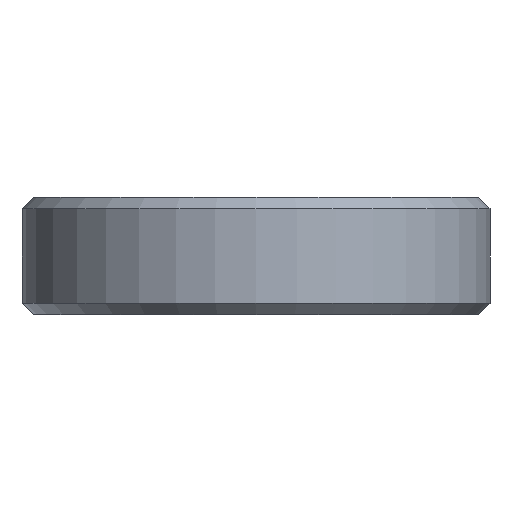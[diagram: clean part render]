
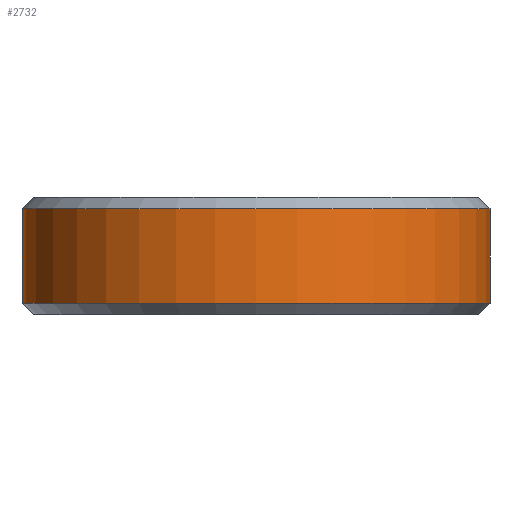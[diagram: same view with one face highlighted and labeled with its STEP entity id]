
A CAD part, left-side view. The second image highlights one B-rep face of the part: STEP entity #2732.
In plain terms, the highlighted cylindrical face has radius 6.25 mm (diameter 12.5 mm), a partial arc.
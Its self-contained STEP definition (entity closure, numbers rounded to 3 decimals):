
#972 = CONICAL_SURFACE('',#973,6.25,0.785);
#973 = AXIS2_PLACEMENT_3D('',#974,#975,#976);
#974 = CARTESIAN_POINT('',(0.,0.,0.3));
#975 = DIRECTION('',(0.,0.,1.));
#976 = DIRECTION('',(0.,1.,0.));
#1665 = VERTEX_POINT('',#1666);
#1666 = CARTESIAN_POINT('',(0.,-6.25,0.3));
#1701 = PLANE('',#1702);
#1702 = AXIS2_PLACEMENT_3D('',#1703,#1704,#1705);
#1703 = CARTESIAN_POINT('',(100.,-6.25,0.));
#1704 = DIRECTION('',(0.,-1.,0.));
#1705 = DIRECTION('',(-1.,0.,0.));
#1720 = VERTEX_POINT('',#1721);
#1721 = CARTESIAN_POINT('',(0.,6.25,0.3));
#1735 = PLANE('',#1736);
#1736 = AXIS2_PLACEMENT_3D('',#1737,#1738,#1739);
#1737 = CARTESIAN_POINT('',(100.,6.25,0.));
#1738 = DIRECTION('',(0.,-1.,0.));
#1739 = DIRECTION('',(-1.,0.,0.));
#1773 = EDGE_CURVE('',#1720,#1665,#1774,.T.);
#1774 = SURFACE_CURVE('',#1775,(#1780,#1787),.PCURVE_S1.);
#1775 = CIRCLE('',#1776,6.25);
#1776 = AXIS2_PLACEMENT_3D('',#1777,#1778,#1779);
#1777 = CARTESIAN_POINT('',(0.,0.,0.3));
#1778 = DIRECTION('',(0.,-0.,1.));
#1779 = DIRECTION('',(0.,1.,0.));
#1780 = PCURVE('',#972,#1781);
#1781 = DEFINITIONAL_REPRESENTATION('',(#1782),#1786);
#1782 = LINE('',#1783,#1784);
#1783 = CARTESIAN_POINT('',(0.,-0.));
#1784 = VECTOR('',#1785,1.);
#1785 = DIRECTION('',(1.,-0.));
#1786 = ( GEOMETRIC_REPRESENTATION_CONTEXT(2) 
PARAMETRIC_REPRESENTATION_CONTEXT() REPRESENTATION_CONTEXT('2D SPACE',''
  ) );
#1787 = PCURVE('',#1788,#1793);
#1788 = CYLINDRICAL_SURFACE('',#1789,6.25);
#1789 = AXIS2_PLACEMENT_3D('',#1790,#1791,#1792);
#1790 = CARTESIAN_POINT('',(0.,0.,0.));
#1791 = DIRECTION('',(-0.,-0.,-1.));
#1792 = DIRECTION('',(1.,0.,0.));
#1793 = DEFINITIONAL_REPRESENTATION('',(#1794),#1798);
#1794 = LINE('',#1795,#1796);
#1795 = CARTESIAN_POINT('',(-1.571,-0.3));
#1796 = VECTOR('',#1797,1.);
#1797 = DIRECTION('',(-1.,0.));
#1798 = ( GEOMETRIC_REPRESENTATION_CONTEXT(2) 
PARAMETRIC_REPRESENTATION_CONTEXT() REPRESENTATION_CONTEXT('2D SPACE',''
  ) );
#2630 = VERTEX_POINT('',#2631);
#2631 = CARTESIAN_POINT('',(0.,-6.25,2.825));
#2657 = EDGE_CURVE('',#1665,#2630,#2658,.T.);
#2658 = SURFACE_CURVE('',#2659,(#2663,#2670),.PCURVE_S1.);
#2659 = LINE('',#2660,#2661);
#2660 = CARTESIAN_POINT('',(0.,-6.25,0.));
#2661 = VECTOR('',#2662,1.);
#2662 = DIRECTION('',(0.,0.,1.));
#2663 = PCURVE('',#1701,#2664);
#2664 = DEFINITIONAL_REPRESENTATION('',(#2665),#2669);
#2665 = LINE('',#2666,#2667);
#2666 = CARTESIAN_POINT('',(100.,0.));
#2667 = VECTOR('',#2668,1.);
#2668 = DIRECTION('',(0.,-1.));
#2669 = ( GEOMETRIC_REPRESENTATION_CONTEXT(2) 
PARAMETRIC_REPRESENTATION_CONTEXT() REPRESENTATION_CONTEXT('2D SPACE',''
  ) );
#2670 = PCURVE('',#1788,#2671);
#2671 = DEFINITIONAL_REPRESENTATION('',(#2672),#2676);
#2672 = LINE('',#2673,#2674);
#2673 = CARTESIAN_POINT('',(-4.712,0.));
#2674 = VECTOR('',#2675,1.);
#2675 = DIRECTION('',(-0.,-1.));
#2676 = ( GEOMETRIC_REPRESENTATION_CONTEXT(2) 
PARAMETRIC_REPRESENTATION_CONTEXT() REPRESENTATION_CONTEXT('2D SPACE',''
  ) );
#2684 = VERTEX_POINT('',#2685);
#2685 = CARTESIAN_POINT('',(0.,6.25,2.825));
#2711 = EDGE_CURVE('',#1720,#2684,#2712,.T.);
#2712 = SURFACE_CURVE('',#2713,(#2717,#2724),.PCURVE_S1.);
#2713 = LINE('',#2714,#2715);
#2714 = CARTESIAN_POINT('',(0.,6.25,0.));
#2715 = VECTOR('',#2716,1.);
#2716 = DIRECTION('',(0.,0.,1.));
#2717 = PCURVE('',#1735,#2718);
#2718 = DEFINITIONAL_REPRESENTATION('',(#2719),#2723);
#2719 = LINE('',#2720,#2721);
#2720 = CARTESIAN_POINT('',(100.,-0.));
#2721 = VECTOR('',#2722,1.);
#2722 = DIRECTION('',(0.,-1.));
#2723 = ( GEOMETRIC_REPRESENTATION_CONTEXT(2) 
PARAMETRIC_REPRESENTATION_CONTEXT() REPRESENTATION_CONTEXT('2D SPACE',''
  ) );
#2724 = PCURVE('',#1788,#2725);
#2725 = DEFINITIONAL_REPRESENTATION('',(#2726),#2730);
#2726 = LINE('',#2727,#2728);
#2727 = CARTESIAN_POINT('',(-1.571,0.));
#2728 = VECTOR('',#2729,1.);
#2729 = DIRECTION('',(-0.,-1.));
#2730 = ( GEOMETRIC_REPRESENTATION_CONTEXT(2) 
PARAMETRIC_REPRESENTATION_CONTEXT() REPRESENTATION_CONTEXT('2D SPACE',''
  ) );
#2732 = ADVANCED_FACE('',(#2733),#1788,.T.);
#2733 = FACE_BOUND('',#2734,.F.);
#2734 = EDGE_LOOP('',(#2735,#2736,#2763,#2764));
#2735 = ORIENTED_EDGE('',*,*,#2711,.T.);
#2736 = ORIENTED_EDGE('',*,*,#2737,.T.);
#2737 = EDGE_CURVE('',#2684,#2630,#2738,.T.);
#2738 = SURFACE_CURVE('',#2739,(#2744,#2751),.PCURVE_S1.);
#2739 = CIRCLE('',#2740,6.25);
#2740 = AXIS2_PLACEMENT_3D('',#2741,#2742,#2743);
#2741 = CARTESIAN_POINT('',(0.,0.,2.825));
#2742 = DIRECTION('',(0.,-0.,1.));
#2743 = DIRECTION('',(0.,1.,0.));
#2744 = PCURVE('',#1788,#2745);
#2745 = DEFINITIONAL_REPRESENTATION('',(#2746),#2750);
#2746 = LINE('',#2747,#2748);
#2747 = CARTESIAN_POINT('',(-1.571,-2.825));
#2748 = VECTOR('',#2749,1.);
#2749 = DIRECTION('',(-1.,0.));
#2750 = ( GEOMETRIC_REPRESENTATION_CONTEXT(2) 
PARAMETRIC_REPRESENTATION_CONTEXT() REPRESENTATION_CONTEXT('2D SPACE',''
  ) );
#2751 = PCURVE('',#2752,#2757);
#2752 = CONICAL_SURFACE('',#2753,6.25,0.785);
#2753 = AXIS2_PLACEMENT_3D('',#2754,#2755,#2756);
#2754 = CARTESIAN_POINT('',(0.,0.,2.825));
#2755 = DIRECTION('',(-0.,-0.,-1.));
#2756 = DIRECTION('',(0.,1.,0.));
#2757 = DEFINITIONAL_REPRESENTATION('',(#2758),#2762);
#2758 = LINE('',#2759,#2760);
#2759 = CARTESIAN_POINT('',(-0.,-0.));
#2760 = VECTOR('',#2761,1.);
#2761 = DIRECTION('',(-1.,-0.));
#2762 = ( GEOMETRIC_REPRESENTATION_CONTEXT(2) 
PARAMETRIC_REPRESENTATION_CONTEXT() REPRESENTATION_CONTEXT('2D SPACE',''
  ) );
#2763 = ORIENTED_EDGE('',*,*,#2657,.F.);
#2764 = ORIENTED_EDGE('',*,*,#1773,.F.);
